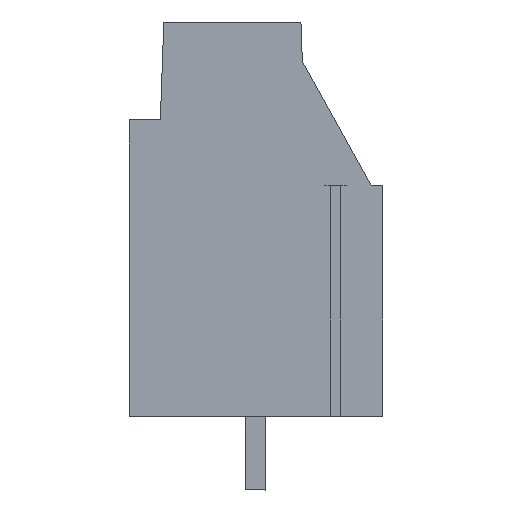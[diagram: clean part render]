
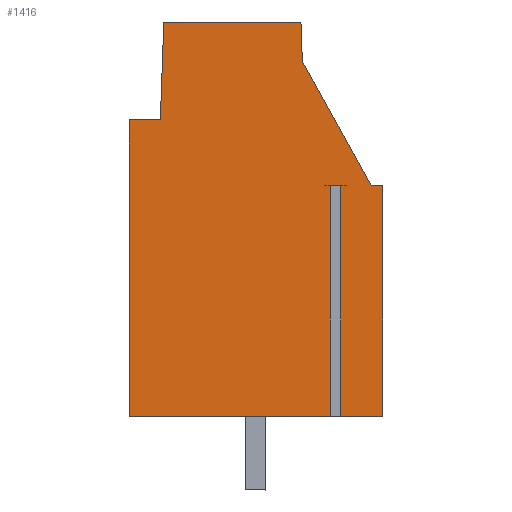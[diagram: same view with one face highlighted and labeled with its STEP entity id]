
A CAD part, left-side view. The second image highlights one B-rep face of the part: STEP entity #1416.
In plain terms, the highlighted planar face has unit normal (-1, 0, 0).
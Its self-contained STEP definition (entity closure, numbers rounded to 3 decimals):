
#1324=AXIS2_PLACEMENT_3D('Plane Axis2P3D',#1321,#1322,#1323) ;
#610=CARTESIAN_POINT('Vertex',(0.,0.5,13.2)) ;
#615=CARTESIAN_POINT('Line Origine',(0.,0.25,13.2)) ;
#619=CARTESIAN_POINT('Vertex',(0.,0.,13.2)) ;
#658=CARTESIAN_POINT('Vertex',(0.,3.49,18.592)) ;
#663=CARTESIAN_POINT('Line Origine',(0.,1.995,15.896)) ;
#1321=CARTESIAN_POINT('Axis2P3D Location',(0.,11.,0.)) ;
#1326=CARTESIAN_POINT('Line Origine',(0.,0.912,3.2)) ;
#1330=CARTESIAN_POINT('Vertex',(0.,1.825,3.2)) ;
#1332=CARTESIAN_POINT('Vertex',(0.,0.,3.2)) ;
#1335=CARTESIAN_POINT('Line Origine',(0.,0.,8.2)) ;
#1340=CARTESIAN_POINT('Line Origine',(0.,3.52,19.446)) ;
#1344=CARTESIAN_POINT('Vertex',(0.,3.55,20.3)) ;
#1347=CARTESIAN_POINT('Line Origine',(0.,6.525,20.3)) ;
#1351=CARTESIAN_POINT('Vertex',(0.,9.5,20.3)) ;
#1354=CARTESIAN_POINT('Line Origine',(0.,9.574,18.175)) ;
#1358=CARTESIAN_POINT('Vertex',(0.,9.648,16.05)) ;
#1361=CARTESIAN_POINT('Line Origine',(0.,10.324,16.05)) ;
#1365=CARTESIAN_POINT('Vertex',(0.,11.,16.05)) ;
#1368=CARTESIAN_POINT('Line Origine',(0.,11.,9.625)) ;
#1372=CARTESIAN_POINT('Vertex',(0.,11.,3.2)) ;
#1375=CARTESIAN_POINT('Line Origine',(0.,6.638,3.2)) ;
#1379=CARTESIAN_POINT('Vertex',(0.,2.275,3.2)) ;
#1382=CARTESIAN_POINT('Line Origine',(0.,2.275,8.2)) ;
#1386=CARTESIAN_POINT('Vertex',(0.,2.275,13.2)) ;
#1389=CARTESIAN_POINT('Line Origine',(0.,2.05,13.2)) ;
#1393=CARTESIAN_POINT('Vertex',(0.,1.825,13.2)) ;
#1396=CARTESIAN_POINT('Line Origine',(0.,1.825,8.2)) ;
#616=DIRECTION('Vector Direction',(0.,-1.,0.)) ;
#664=DIRECTION('Vector Direction',(0.,-0.485,-0.875)) ;
#1322=DIRECTION('Axis2P3D Direction',(-1.,0.,0.)) ;
#1323=DIRECTION('Axis2P3D XDirection',(0.,-1.,0.)) ;
#1327=DIRECTION('Vector Direction',(0.,1.,0.)) ;
#1336=DIRECTION('Vector Direction',(0.,0.,-1.)) ;
#1341=DIRECTION('Vector Direction',(0.,0.035,0.999)) ;
#1348=DIRECTION('Vector Direction',(0.,-1.,0.)) ;
#1355=DIRECTION('Vector Direction',(0.,0.035,-0.999)) ;
#1362=DIRECTION('Vector Direction',(0.,-1.,0.)) ;
#1369=DIRECTION('Vector Direction',(0.,0.,1.)) ;
#1376=DIRECTION('Vector Direction',(0.,1.,0.)) ;
#1383=DIRECTION('Vector Direction',(0.,0.,1.)) ;
#1390=DIRECTION('Vector Direction',(0.,-1.,0.)) ;
#1397=DIRECTION('Vector Direction',(0.,0.,1.)) ;
#617=VECTOR('Line Direction',#616,1.) ;
#665=VECTOR('Line Direction',#664,1.) ;
#1328=VECTOR('Line Direction',#1327,1.) ;
#1337=VECTOR('Line Direction',#1336,1.) ;
#1342=VECTOR('Line Direction',#1341,1.) ;
#1349=VECTOR('Line Direction',#1348,1.) ;
#1356=VECTOR('Line Direction',#1355,1.) ;
#1363=VECTOR('Line Direction',#1362,1.) ;
#1370=VECTOR('Line Direction',#1369,1.) ;
#1377=VECTOR('Line Direction',#1376,1.) ;
#1384=VECTOR('Line Direction',#1383,1.) ;
#1391=VECTOR('Line Direction',#1390,1.) ;
#1398=VECTOR('Line Direction',#1397,1.) ;
#1402=ORIENTED_EDGE('',*,*,#1334,.T.) ;
#1403=ORIENTED_EDGE('',*,*,#1339,.T.) ;
#1404=ORIENTED_EDGE('',*,*,#621,.T.) ;
#1405=ORIENTED_EDGE('',*,*,#667,.T.) ;
#1406=ORIENTED_EDGE('',*,*,#1346,.T.) ;
#1407=ORIENTED_EDGE('',*,*,#1353,.T.) ;
#1408=ORIENTED_EDGE('',*,*,#1360,.T.) ;
#1409=ORIENTED_EDGE('',*,*,#1367,.T.) ;
#1410=ORIENTED_EDGE('',*,*,#1374,.T.) ;
#1411=ORIENTED_EDGE('',*,*,#1381,.T.) ;
#1412=ORIENTED_EDGE('',*,*,#1388,.T.) ;
#1413=ORIENTED_EDGE('',*,*,#1395,.F.) ;
#1414=ORIENTED_EDGE('',*,*,#1400,.F.) ;
#1416=ADVANCED_FACE('KLSC M3x6.3.1',(#1415),#1325,.T.) ;
#621=EDGE_CURVE('',#620,#611,#618,.F.) ;
#667=EDGE_CURVE('',#611,#659,#666,.F.) ;
#1334=EDGE_CURVE('',#1331,#1333,#1329,.F.) ;
#1339=EDGE_CURVE('',#1333,#620,#1338,.F.) ;
#1346=EDGE_CURVE('',#659,#1345,#1343,.T.) ;
#1353=EDGE_CURVE('',#1345,#1352,#1350,.F.) ;
#1360=EDGE_CURVE('',#1352,#1359,#1357,.T.) ;
#1367=EDGE_CURVE('',#1359,#1366,#1364,.F.) ;
#1374=EDGE_CURVE('',#1366,#1373,#1371,.F.) ;
#1381=EDGE_CURVE('',#1373,#1380,#1378,.F.) ;
#1388=EDGE_CURVE('',#1380,#1387,#1385,.T.) ;
#1395=EDGE_CURVE('',#1394,#1387,#1392,.F.) ;
#1400=EDGE_CURVE('',#1331,#1394,#1399,.T.) ;
#1401=EDGE_LOOP('',(#1402,#1403,#1404,#1405,#1406,#1407,#1408,#1409,#1410,#1411,#1412,#1413,#1414)) ;
#1415=FACE_OUTER_BOUND('',#1401,.T.) ;
#618=LINE('Line',#615,#617) ;
#666=LINE('Line',#663,#665) ;
#1329=LINE('Line',#1326,#1328) ;
#1338=LINE('Line',#1335,#1337) ;
#1343=LINE('Line',#1340,#1342) ;
#1350=LINE('Line',#1347,#1349) ;
#1357=LINE('Line',#1354,#1356) ;
#1364=LINE('Line',#1361,#1363) ;
#1371=LINE('Line',#1368,#1370) ;
#1378=LINE('Line',#1375,#1377) ;
#1385=LINE('Line',#1382,#1384) ;
#1392=LINE('Line',#1389,#1391) ;
#1399=LINE('Line',#1396,#1398) ;
#1325=PLANE('',#1324) ;
#611=VERTEX_POINT('',#610) ;
#620=VERTEX_POINT('',#619) ;
#659=VERTEX_POINT('',#658) ;
#1331=VERTEX_POINT('',#1330) ;
#1333=VERTEX_POINT('',#1332) ;
#1345=VERTEX_POINT('',#1344) ;
#1352=VERTEX_POINT('',#1351) ;
#1359=VERTEX_POINT('',#1358) ;
#1366=VERTEX_POINT('',#1365) ;
#1373=VERTEX_POINT('',#1372) ;
#1380=VERTEX_POINT('',#1379) ;
#1387=VERTEX_POINT('',#1386) ;
#1394=VERTEX_POINT('',#1393) ;
